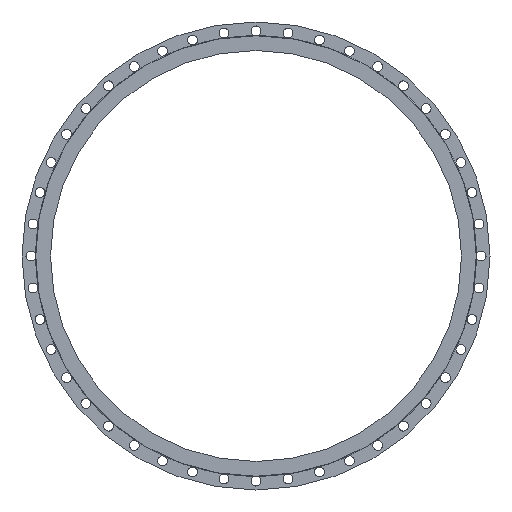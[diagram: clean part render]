
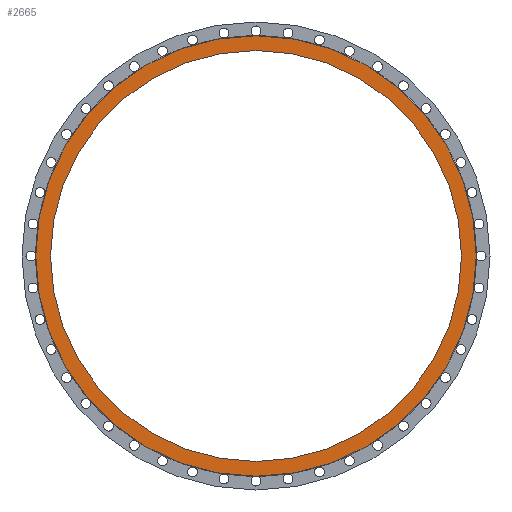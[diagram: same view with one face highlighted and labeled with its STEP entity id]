
A CAD part, left-side view. The second image highlights one B-rep face of the part: STEP entity #2665.
In plain terms, the highlighted planar face has unit normal (-1, 0, 0).
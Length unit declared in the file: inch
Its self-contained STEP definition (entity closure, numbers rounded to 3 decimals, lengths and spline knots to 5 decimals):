
#43 = VERTEX_POINT ( 'NONE', #3077 ) ;
#459 = DIRECTION ( 'NONE',  ( 0., 0., 1. ) ) ;
#470 = CARTESIAN_POINT ( 'NONE',  ( -0.14414, 0., -28. ) ) ;
#647 = AXIS2_PLACEMENT_3D ( 'NONE', #3791, #2432, #827 ) ;
#764 = ORIENTED_EDGE ( 'NONE', *, *, #4108, .F. ) ;
#809 = EDGE_CURVE ( 'NONE', #3158, #3152, #1000, .T. ) ;
#827 = DIRECTION ( 'NONE',  ( 0., 0., 1. ) ) ;
#885 = VERTEX_POINT ( 'NONE', #2798 ) ;
#1000 = CIRCLE ( 'NONE', #1570, 28. ) ;
#1179 = ORIENTED_EDGE ( 'NONE', *, *, #809, .T. ) ;
#1280 = CIRCLE ( 'NONE', #1568, 26.125 ) ;
#1384 = ORIENTED_EDGE ( 'NONE', *, *, #2084, .T. ) ;
#1431 = DIRECTION ( 'NONE',  ( 0., 0., 1. ) ) ;
#1481 = FACE_OUTER_BOUND ( 'NONE', #2071, .T. ) ;
#1568 = AXIS2_PLACEMENT_3D ( 'NONE', #2812, #3431, #459 ) ;
#1570 = AXIS2_PLACEMENT_3D ( 'NONE', #3784, #3853, #1431 ) ;
#1599 = ORIENTED_EDGE ( 'NONE', *, *, #2060, .F. ) ;
#1830 = CIRCLE ( 'NONE', #2748, 28. ) ;
#2060 = EDGE_CURVE ( 'NONE', #43, #885, #3534, .T. ) ;
#2071 = EDGE_LOOP ( 'NONE', ( #1384, #1179 ) ) ;
#2084 = EDGE_CURVE ( 'NONE', #3152, #3158, #1830, .T. ) ;
#2432 = DIRECTION ( 'NONE',  ( -1., 0., 0. ) ) ;
#2617 = AXIS2_PLACEMENT_3D ( 'NONE', #4010, #3715, #4353 ) ;
#2664 = DIRECTION ( 'NONE',  ( -1., 0., 0. ) ) ;
#2665 = ADVANCED_FACE ( 'NONE', ( #1481, #2811 ), #4169, .T. ) ;
#2748 = AXIS2_PLACEMENT_3D ( 'NONE', #3641, #2664, #3022 ) ;
#2798 = CARTESIAN_POINT ( 'NONE',  ( -0.14414, 0., -26.125 ) ) ;
#2811 = FACE_BOUND ( 'NONE', #3987, .T. ) ;
#2812 = CARTESIAN_POINT ( 'NONE',  ( -0.14414, 0., 0. ) ) ;
#3022 = DIRECTION ( 'NONE',  ( 0., 0., 1. ) ) ;
#3077 = CARTESIAN_POINT ( 'NONE',  ( -0.14414, 0., 26.125 ) ) ;
#3139 = CARTESIAN_POINT ( 'NONE',  ( -0.14414, 0., 28. ) ) ;
#3152 = VERTEX_POINT ( 'NONE', #3139 ) ;
#3158 = VERTEX_POINT ( 'NONE', #470 ) ;
#3431 = DIRECTION ( 'NONE',  ( -1., 0., 0. ) ) ;
#3534 = CIRCLE ( 'NONE', #2617, 26.125 ) ;
#3641 = CARTESIAN_POINT ( 'NONE',  ( -0.14414, 0., 0. ) ) ;
#3715 = DIRECTION ( 'NONE',  ( -1., 0., 0. ) ) ;
#3784 = CARTESIAN_POINT ( 'NONE',  ( -0.14414, 0., 0. ) ) ;
#3791 = CARTESIAN_POINT ( 'NONE',  ( -0.14414, 0., 0. ) ) ;
#3853 = DIRECTION ( 'NONE',  ( -1., 0., 0. ) ) ;
#3987 = EDGE_LOOP ( 'NONE', ( #1599, #764 ) ) ;
#4010 = CARTESIAN_POINT ( 'NONE',  ( -0.14414, 0., 0. ) ) ;
#4108 = EDGE_CURVE ( 'NONE', #885, #43, #1280, .T. ) ;
#4169 = PLANE ( 'NONE',  #647 ) ;
#4353 = DIRECTION ( 'NONE',  ( 0., 0., 1. ) ) ;
